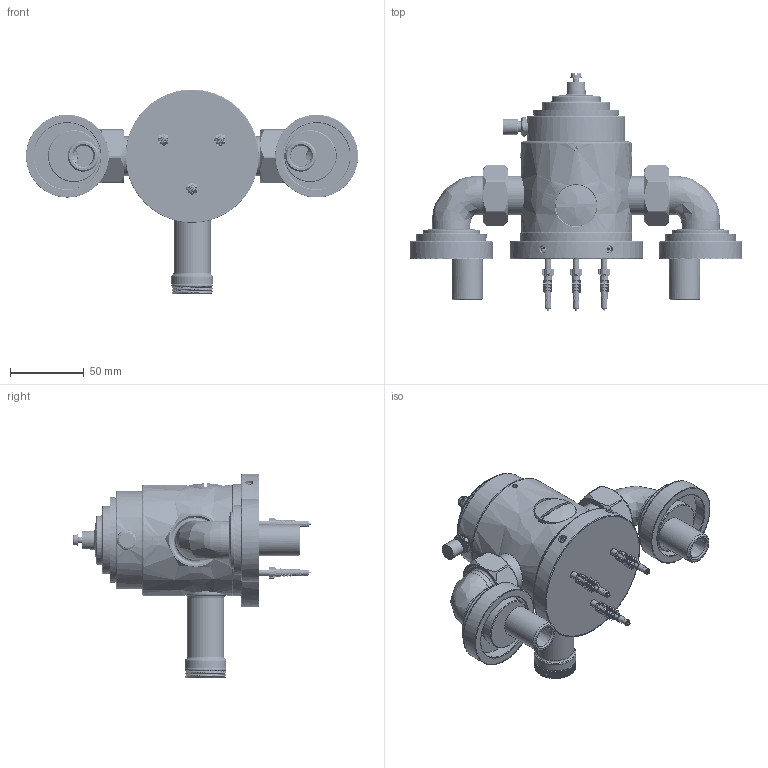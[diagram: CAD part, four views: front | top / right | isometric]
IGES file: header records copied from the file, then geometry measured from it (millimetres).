
Global section: file name: V740-F; native system: Autodesk Inventor 2018; preprocessor: unknown; author: gwilkes; date: 20180228.110851; units: millimetre
Bounding box: 224.43 x 160.75 x 138.5 mm (x, y, z)
Volume: 534186 mm3; surface area: 247678.8 mm2
Topology: 62 solids, 62 shells, 2300 faces, 6740 edges, 4644 vertices
Faces by surface type: bspline 2300
